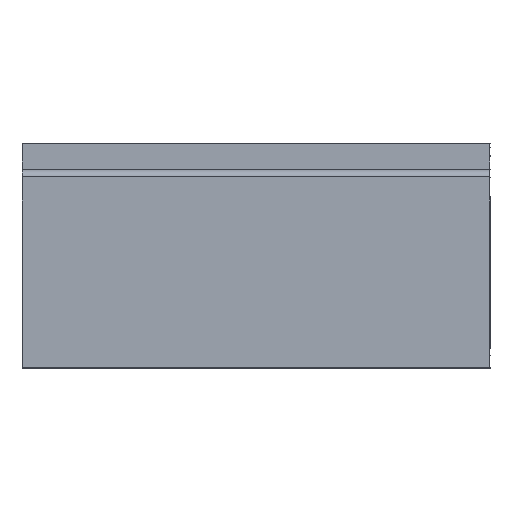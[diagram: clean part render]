
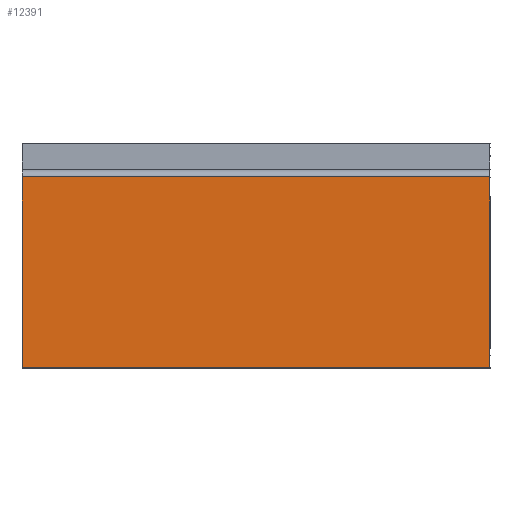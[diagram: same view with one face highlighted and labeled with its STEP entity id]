
A CAD part, top view. The second image highlights one B-rep face of the part: STEP entity #12391.
In plain terms, the highlighted planar face has unit normal (0, 0, 1).
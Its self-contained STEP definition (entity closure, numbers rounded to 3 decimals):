
#530 = VECTOR ( 'NONE', #7313, 1000. ) ;
#1268 = CARTESIAN_POINT ( 'NONE',  ( 0., -4.25, 26.85 ) ) ;
#1330 = VECTOR ( 'NONE', #4307, 1000. ) ;
#1331 = DIRECTION ( 'NONE',  ( 0., -1., 0. ) ) ;
#1347 = DIRECTION ( 'NONE',  ( 0., 0., 1. ) ) ;
#1364 = PLANE ( 'NONE',  #2967 ) ;
#1617 = CARTESIAN_POINT ( 'NONE',  ( -120.294, 0., 26.85 ) ) ;
#2049 = ORIENTED_EDGE ( 'NONE', *, *, #11020, .T. ) ;
#2677 = EDGE_CURVE ( 'NONE', #5462, #12396, #8018, .T. ) ;
#2967 = AXIS2_PLACEMENT_3D ( 'NONE', #1617, #1347, #1331 ) ;
#3581 = ORIENTED_EDGE ( 'NONE', *, *, #4033, .F. ) ;
#3681 = EDGE_CURVE ( 'NONE', #12396, #7608, #7865, .T. ) ;
#4033 = EDGE_CURVE ( 'NONE', #9619, #5462, #13123, .T. ) ;
#4307 = DIRECTION ( 'NONE',  ( 1., 0., 0. ) ) ;
#4395 = CARTESIAN_POINT ( 'NONE',  ( -120.294, -28.5, 26.85 ) ) ;
#4967 = CARTESIAN_POINT ( 'NONE',  ( -59.5, -28.5, 26.85 ) ) ;
#5462 = VERTEX_POINT ( 'NONE', #8993 ) ;
#7313 = DIRECTION ( 'NONE',  ( 0., -1., 0. ) ) ;
#7593 = ORIENTED_EDGE ( 'NONE', *, *, #3681, .F. ) ;
#7608 = VERTEX_POINT ( 'NONE', #14280 ) ;
#7865 = LINE ( 'NONE', #12404, #530 ) ;
#7893 = VECTOR ( 'NONE', #8159, 1000. ) ;
#8018 = LINE ( 'NONE', #9244, #7893 ) ;
#8159 = DIRECTION ( 'NONE',  ( 1., 0., 0. ) ) ;
#8368 = VECTOR ( 'NONE', #9991, 1000. ) ;
#8507 = LINE ( 'NONE', #4395, #1330 ) ;
#8644 = EDGE_LOOP ( 'NONE', ( #10861, #3581, #2049, #7593 ) ) ;
#8657 = FACE_OUTER_BOUND ( 'NONE', #8644, .T. ) ;
#8993 = CARTESIAN_POINT ( 'NONE',  ( -59.5, -4.25, 26.85 ) ) ;
#9244 = CARTESIAN_POINT ( 'NONE',  ( -59.5, -4.25, 26.85 ) ) ;
#9619 = VERTEX_POINT ( 'NONE', #4967 ) ;
#9986 = CARTESIAN_POINT ( 'NONE',  ( -59.5, 0., 26.85 ) ) ;
#9991 = DIRECTION ( 'NONE',  ( 0., 1., 0. ) ) ;
#10861 = ORIENTED_EDGE ( 'NONE', *, *, #2677, .F. ) ;
#11020 = EDGE_CURVE ( 'NONE', #9619, #7608, #8507, .T. ) ;
#12391 = ADVANCED_FACE ( 'NONE', ( #8657 ), #1364, .T. ) ;
#12396 = VERTEX_POINT ( 'NONE', #1268 ) ;
#12404 = CARTESIAN_POINT ( 'NONE',  ( 0., 0., 26.85 ) ) ;
#13123 = LINE ( 'NONE', #9986, #8368 ) ;
#14280 = CARTESIAN_POINT ( 'NONE',  ( 0., -28.5, 26.85 ) ) ;
